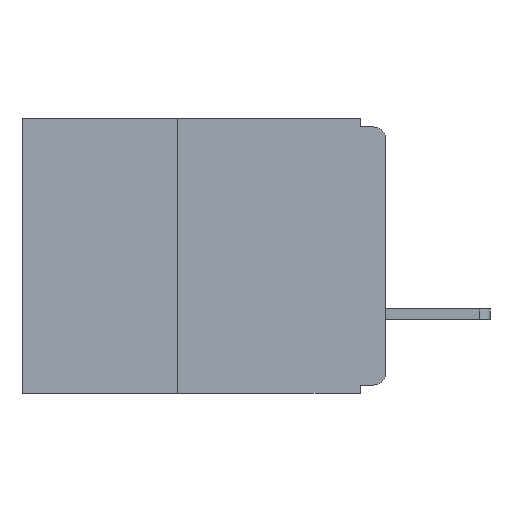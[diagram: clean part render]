
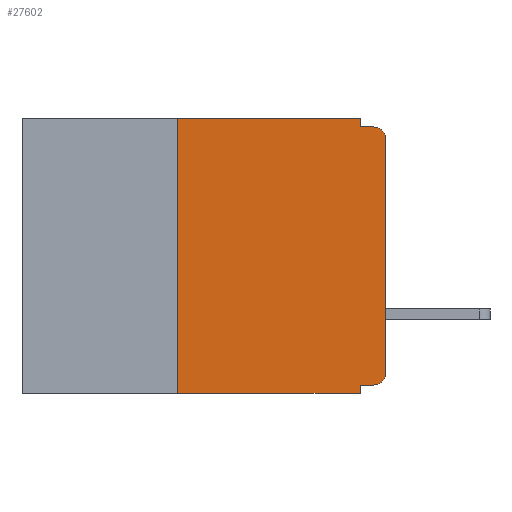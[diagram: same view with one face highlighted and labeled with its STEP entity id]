
A CAD part, left-side view. The second image highlights one B-rep face of the part: STEP entity #27602.
In plain terms, the highlighted planar face has unit normal (-1, 0, 0).
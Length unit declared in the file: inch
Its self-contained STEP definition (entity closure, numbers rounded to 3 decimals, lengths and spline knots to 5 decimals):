
#18 = CARTESIAN_POINT ( 'NONE',  ( 0., 0.031, 0. ) ) ;
#1260 = LINE ( 'NONE', #24232, #26937 ) ;
#1819 = ORIENTED_EDGE ( 'NONE', *, *, #18714, .T. ) ;
#1994 = EDGE_CURVE ( 'NONE', #30305, #17234, #5638, .T. ) ;
#2090 = ORIENTED_EDGE ( 'NONE', *, *, #1994, .F. ) ;
#2756 = VERTEX_POINT ( 'NONE', #32200 ) ;
#2830 = CARTESIAN_POINT ( 'NONE',  ( 0., 0.015, -0.305 ) ) ;
#2928 = AXIS2_PLACEMENT_3D ( 'NONE', #2830, #21312, #5509 ) ;
#3085 = DIRECTION ( 'NONE',  ( 0., 0., -1. ) ) ;
#3149 = LINE ( 'NONE', #14694, #16410 ) ;
#3157 = EDGE_CURVE ( 'NONE', #7756, #5356, #5147, .T. ) ;
#4471 = DIRECTION ( 'NONE',  ( 0., -1., 0. ) ) ;
#5147 = LINE ( 'NONE', #29191, #11385 ) ;
#5356 = VERTEX_POINT ( 'NONE', #5581 ) ;
#5509 = DIRECTION ( 'NONE',  ( 0., 0., -1. ) ) ;
#5513 = CARTESIAN_POINT ( 'NONE',  ( 0., 0., -0.305 ) ) ;
#5581 = CARTESIAN_POINT ( 'NONE',  ( 0., 0.031, -0.01 ) ) ;
#5638 = LINE ( 'NONE', #9979, #32830 ) ;
#6768 = DIRECTION ( 'NONE',  ( 1., 0., 0. ) ) ;
#6847 = EDGE_CURVE ( 'NONE', #9482, #27712, #33798, .T. ) ;
#7756 = VERTEX_POINT ( 'NONE', #18 ) ;
#8362 = CARTESIAN_POINT ( 'NONE',  ( 0., 0.25, -0.33 ) ) ;
#8457 = DIRECTION ( 'NONE',  ( 0., 0., 1. ) ) ;
#9471 = CARTESIAN_POINT ( 'NONE',  ( 0., 0.015, -0.32 ) ) ;
#9478 = ORIENTED_EDGE ( 'NONE', *, *, #21504, .F. ) ;
#9482 = VERTEX_POINT ( 'NONE', #5513 ) ;
#9979 = CARTESIAN_POINT ( 'NONE',  ( 0., 0.25, -0.33 ) ) ;
#10801 = DIRECTION ( 'NONE',  ( -1., 0., 0. ) ) ;
#11385 = VECTOR ( 'NONE', #31818, 39.37008 ) ;
#12029 = DIRECTION ( 'NONE',  ( 0., -1., 0. ) ) ;
#12646 = CIRCLE ( 'NONE', #25547, 0.015 ) ;
#13426 = FACE_OUTER_BOUND ( 'NONE', #33605, .T. ) ;
#13576 = EDGE_CURVE ( 'NONE', #30305, #19408, #23115, .T. ) ;
#14168 = LINE ( 'NONE', #33358, #20305 ) ;
#14313 = CARTESIAN_POINT ( 'NONE',  ( 0., 0., 0. ) ) ;
#14694 = CARTESIAN_POINT ( 'NONE',  ( 0., 0., -0.01 ) ) ;
#14825 = DIRECTION ( 'NONE',  ( 0., 1., 0. ) ) ;
#15482 = EDGE_CURVE ( 'NONE', #5356, #26720, #3149, .T. ) ;
#16410 = VECTOR ( 'NONE', #12029, 39.37008 ) ;
#16790 = CARTESIAN_POINT ( 'NONE',  ( 0., 0.437, -0.33 ) ) ;
#17234 = VERTEX_POINT ( 'NONE', #25203 ) ;
#17435 = CARTESIAN_POINT ( 'NONE',  ( 0., 0., -0.32 ) ) ;
#17822 = CARTESIAN_POINT ( 'NONE',  ( 0., 0., -0.025 ) ) ;
#18547 = ORIENTED_EDGE ( 'NONE', *, *, #13576, .T. ) ;
#18714 = EDGE_CURVE ( 'NONE', #27712, #26720, #12646, .T. ) ;
#19408 = VERTEX_POINT ( 'NONE', #24479 ) ;
#20305 = VECTOR ( 'NONE', #4471, 39.37008 ) ;
#21044 = CIRCLE ( 'NONE', #2928, 0.015 ) ;
#21265 = EDGE_CURVE ( 'NONE', #2756, #19408, #1260, .T. ) ;
#21312 = DIRECTION ( 'NONE',  ( -1., 0., 0. ) ) ;
#21504 = EDGE_CURVE ( 'NONE', #17234, #7756, #14168, .T. ) ;
#22230 = DIRECTION ( 'NONE',  ( 0., 0., 1. ) ) ;
#22562 = CARTESIAN_POINT ( 'NONE',  ( 0., 0.437, 0. ) ) ;
#22606 = ORIENTED_EDGE ( 'NONE', *, *, #32162, .F. ) ;
#23032 = VERTEX_POINT ( 'NONE', #9471 ) ;
#23115 = LINE ( 'NONE', #16790, #30935 ) ;
#23867 = AXIS2_PLACEMENT_3D ( 'NONE', #22562, #6768, #25260 ) ;
#24232 = CARTESIAN_POINT ( 'NONE',  ( 0., 0.031, -0.33 ) ) ;
#24252 = ORIENTED_EDGE ( 'NONE', *, *, #30602, .T. ) ;
#24479 = CARTESIAN_POINT ( 'NONE',  ( 0., 0.031, -0.33 ) ) ;
#25203 = CARTESIAN_POINT ( 'NONE',  ( 0., 0.25, 0. ) ) ;
#25257 = VECTOR ( 'NONE', #22230, 39.37008 ) ;
#25260 = DIRECTION ( 'NONE',  ( 0., 0., -1. ) ) ;
#25547 = AXIS2_PLACEMENT_3D ( 'NONE', #26603, #10801, #29196 ) ;
#25892 = VECTOR ( 'NONE', #14825, 39.37008 ) ;
#26603 = CARTESIAN_POINT ( 'NONE',  ( 0., 0.015, -0.025 ) ) ;
#26720 = VERTEX_POINT ( 'NONE', #33834 ) ;
#26734 = LINE ( 'NONE', #17435, #25892 ) ;
#26937 = VECTOR ( 'NONE', #3085, 39.37008 ) ;
#27602 = ADVANCED_FACE ( 'NONE', ( #13426 ), #32997, .F. ) ;
#27712 = VERTEX_POINT ( 'NONE', #17822 ) ;
#29191 = CARTESIAN_POINT ( 'NONE',  ( 0., 0.031, 0. ) ) ;
#29196 = DIRECTION ( 'NONE',  ( 0., 0., -1. ) ) ;
#29273 = ORIENTED_EDGE ( 'NONE', *, *, #21265, .F. ) ;
#29899 = DIRECTION ( 'NONE',  ( 0., -1., 0. ) ) ;
#30305 = VERTEX_POINT ( 'NONE', #8362 ) ;
#30602 = EDGE_CURVE ( 'NONE', #23032, #9482, #21044, .T. ) ;
#30709 = ORIENTED_EDGE ( 'NONE', *, *, #6847, .T. ) ;
#30935 = VECTOR ( 'NONE', #29899, 39.37008 ) ;
#31818 = DIRECTION ( 'NONE',  ( 0., 0., -1. ) ) ;
#32162 = EDGE_CURVE ( 'NONE', #23032, #2756, #26734, .T. ) ;
#32200 = CARTESIAN_POINT ( 'NONE',  ( 0., 0.031, -0.32 ) ) ;
#32706 = ORIENTED_EDGE ( 'NONE', *, *, #3157, .F. ) ;
#32830 = VECTOR ( 'NONE', #8457, 39.37008 ) ;
#32997 = PLANE ( 'NONE',  #23867 ) ;
#33358 = CARTESIAN_POINT ( 'NONE',  ( 0., 0.437, 0. ) ) ;
#33605 = EDGE_LOOP ( 'NONE', ( #30709, #1819, #33910, #32706, #9478, #2090, #18547, #29273, #22606, #24252 ) ) ;
#33798 = LINE ( 'NONE', #14313, #25257 ) ;
#33834 = CARTESIAN_POINT ( 'NONE',  ( 0., 0.015, -0.01 ) ) ;
#33910 = ORIENTED_EDGE ( 'NONE', *, *, #15482, .F. ) ;
